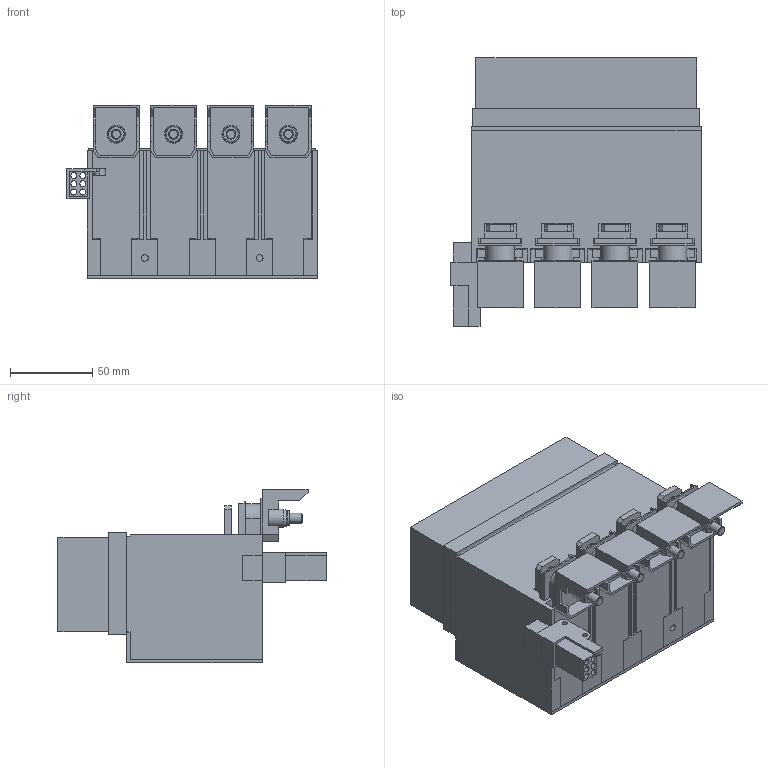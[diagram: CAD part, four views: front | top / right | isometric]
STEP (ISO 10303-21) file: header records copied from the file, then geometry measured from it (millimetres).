
FILE_DESCRIPTION(('CATIA V5 STEP Exchange'),'2;1');
FILE_NAME('1SDH001295R0751_1PA_001_00_XT4_4P_WITHDRAWABLE_DIFFERENZIALE.stp','2014-11-11T15:34:43+00:00',('none'),('none'),'CATIA Version 5 Release 20 SP 1 (IN-10)','CATIA V5 STEP AP214','none');
FILE_SCHEMA(('AUTOMOTIVE_DESIGN { 1 0 10303 214 1 1 1 1 }'));
Length unit declared in the file: millimetre
Products named in the file (1): 1SDH001295R0751_1PA_001_00_XT4_4P_WITHDRAWABLE_DIFFERENZIALE
Bounding box: 152.5 x 163.5 x 105.5 mm (x, y, z)
Volume: 1197662.5 mm3; surface area: 209813 mm2
Topology: 8 solids, 8 shells, 629 faces, 1694 edges, 1121 vertices
Faces by surface type: plane 516, cylinder 97, cone 16
Entity records: 21102 total; most frequent: ORIENTED_EDGE 3388, CARTESIAN_POINT 3299, DIRECTION 2392, EDGE_CURVE 1694, VECTOR 1470, LINE 1470, VERTEX_POINT 1121, EDGE_LOOP 713
